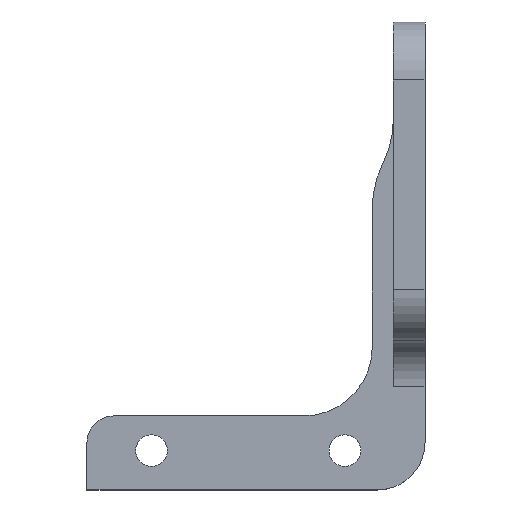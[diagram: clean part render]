
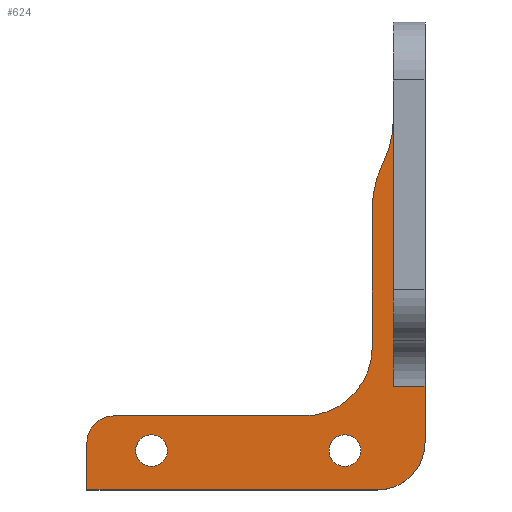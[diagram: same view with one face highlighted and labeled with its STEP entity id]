
A CAD part, top view. The second image highlights one B-rep face of the part: STEP entity #624.
In plain terms, the highlighted planar face has unit normal (0, 0, 1).
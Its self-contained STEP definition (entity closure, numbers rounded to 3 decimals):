
#15=FACE_BOUND('',#74,.T.);
#16=FACE_BOUND('',#75,.T.);
#23=PLANE('',#673);
#40=FACE_OUTER_BOUND('',#73,.T.);
#73=EDGE_LOOP('',(#424,#425,#426,#427,#428,#429,#430,#431,#432,#433,#434,
#435));
#74=EDGE_LOOP('',(#436));
#75=EDGE_LOOP('',(#437));
#115=LINE('',#944,#174);
#116=LINE('',#946,#175);
#117=LINE('',#948,#176);
#118=LINE('',#954,#177);
#119=LINE('',#958,#178);
#120=LINE('',#962,#179);
#121=LINE('',#963,#180);
#174=VECTOR('',#749,10.);
#175=VECTOR('',#750,10.);
#176=VECTOR('',#751,10.);
#177=VECTOR('',#756,10.);
#178=VECTOR('',#759,10.);
#179=VECTOR('',#762,10.);
#180=VECTOR('',#763,10.);
#232=CIRCLE('',#672,4.5);
#233=CIRCLE('',#674,9.5);
#234=CIRCLE('',#675,9.5);
#235=CIRCLE('',#676,6.5);
#236=CIRCLE('',#677,2.5);
#237=CIRCLE('',#678,1.5);
#238=CIRCLE('',#679,1.5);
#267=VERTEX_POINT('',#937);
#268=VERTEX_POINT('',#939);
#269=VERTEX_POINT('',#943);
#270=VERTEX_POINT('',#945);
#271=VERTEX_POINT('',#947);
#272=VERTEX_POINT('',#949);
#273=VERTEX_POINT('',#951);
#274=VERTEX_POINT('',#953);
#275=VERTEX_POINT('',#955);
#276=VERTEX_POINT('',#957);
#277=VERTEX_POINT('',#959);
#278=VERTEX_POINT('',#961);
#279=VERTEX_POINT('',#964);
#280=VERTEX_POINT('',#966);
#329=EDGE_CURVE('',#267,#268,#232,.T.);
#331=EDGE_CURVE('',#269,#267,#115,.T.);
#332=EDGE_CURVE('',#270,#269,#116,.T.);
#333=EDGE_CURVE('',#271,#270,#117,.T.);
#334=EDGE_CURVE('',#271,#272,#233,.F.);
#335=EDGE_CURVE('',#273,#272,#234,.T.);
#336=EDGE_CURVE('',#274,#273,#118,.T.);
#337=EDGE_CURVE('',#275,#274,#235,.T.);
#338=EDGE_CURVE('',#275,#276,#119,.F.);
#339=EDGE_CURVE('',#277,#276,#236,.T.);
#340=EDGE_CURVE('',#278,#277,#120,.T.);
#341=EDGE_CURVE('',#268,#278,#121,.T.);
#342=EDGE_CURVE('',#279,#279,#237,.T.);
#343=EDGE_CURVE('',#280,#280,#238,.T.);
#424=ORIENTED_EDGE('',*,*,#329,.F.);
#425=ORIENTED_EDGE('',*,*,#331,.F.);
#426=ORIENTED_EDGE('',*,*,#332,.F.);
#427=ORIENTED_EDGE('',*,*,#333,.F.);
#428=ORIENTED_EDGE('',*,*,#334,.T.);
#429=ORIENTED_EDGE('',*,*,#335,.F.);
#430=ORIENTED_EDGE('',*,*,#336,.F.);
#431=ORIENTED_EDGE('',*,*,#337,.F.);
#432=ORIENTED_EDGE('',*,*,#338,.T.);
#433=ORIENTED_EDGE('',*,*,#339,.F.);
#434=ORIENTED_EDGE('',*,*,#340,.F.);
#435=ORIENTED_EDGE('',*,*,#341,.F.);
#436=ORIENTED_EDGE('',*,*,#342,.T.);
#437=ORIENTED_EDGE('',*,*,#343,.T.);
#624=ADVANCED_FACE('',(#40,#15,#16),#23,.T.);
#672=AXIS2_PLACEMENT_3D('',#940,#744,#745);
#673=AXIS2_PLACEMENT_3D('',#942,#747,#748);
#674=AXIS2_PLACEMENT_3D('',#950,#752,#753);
#675=AXIS2_PLACEMENT_3D('',#952,#754,#755);
#676=AXIS2_PLACEMENT_3D('',#956,#757,#758);
#677=AXIS2_PLACEMENT_3D('',#960,#760,#761);
#678=AXIS2_PLACEMENT_3D('',#965,#764,#765);
#679=AXIS2_PLACEMENT_3D('',#967,#766,#767);
#744=DIRECTION('center_axis',(0.,0.,
-1.));
#745=DIRECTION('ref_axis',(0.707,-0.707,0.));
#747=DIRECTION('center_axis',(0.,0.,
1.));
#748=DIRECTION('ref_axis',(0.,1.,0.));
#749=DIRECTION('',(0.,-1.,0.));
#750=DIRECTION('',(1.,0.,0.));
#751=DIRECTION('',(0.,-1.,0.));
#752=DIRECTION('center_axis',(0.,0.,
1.));
#753=DIRECTION('ref_axis',(0.789,-0.614,0.));
#754=DIRECTION('center_axis',(0.,0.,
-1.));
#755=DIRECTION('ref_axis',(-0.973,0.229,0.));
#756=DIRECTION('',(0.,1.,0.));
#757=DIRECTION('center_axis',(0.,0.,
1.));
#758=DIRECTION('ref_axis',(0.707,-0.707,0.));
#759=DIRECTION('',(1.,0.,0.));
#760=DIRECTION('center_axis',(0.,0.,
-1.));
#761=DIRECTION('ref_axis',(-0.707,0.707,0.));
#762=DIRECTION('',(0.,1.,0.));
#763=DIRECTION('',(-1.,0.,0.));
#764=DIRECTION('center_axis',(0.,0.,
-1.));
#765=DIRECTION('ref_axis',(-1.,0.,0.));
#766=DIRECTION('center_axis',(0.,0.,
-1.));
#767=DIRECTION('ref_axis',(-1.,0.,0.));
#937=CARTESIAN_POINT('',(7.798,-29.792,-27.624));
#939=CARTESIAN_POINT('',(3.298,-34.292,-27.624));
#940=CARTESIAN_POINT('Origin',(3.298,-29.792,-27.624));
#942=CARTESIAN_POINT('Origin',(4.798,-26.292,-27.624));
#943=CARTESIAN_POINT('',(7.798,-24.5,-27.624));
#944=CARTESIAN_POINT('',(7.798,-26.292,-27.624));
#945=CARTESIAN_POINT('',(4.798,-24.5,-27.624));
#946=CARTESIAN_POINT('',(6.298,-24.5,-27.624));
#947=CARTESIAN_POINT('',(4.798,0.83,-27.624));
#948=CARTESIAN_POINT('',(4.798,-15.646,-27.624));
#949=CARTESIAN_POINT('',(3.798,-3.413,-27.624));
#950=CARTESIAN_POINT('Origin',(-4.702,0.83,-27.624));
#951=CARTESIAN_POINT('',(2.798,-7.656,-27.624));
#952=CARTESIAN_POINT('Origin',(12.298,-7.656,-27.624));
#953=CARTESIAN_POINT('',(2.798,-20.792,-27.624));
#954=CARTESIAN_POINT('',(2.798,-26.292,-27.624));
#955=CARTESIAN_POINT('',(-3.702,-27.292,-27.624));
#956=CARTESIAN_POINT('Origin',(-3.702,-20.792,-27.624));
#957=CARTESIAN_POINT('',(-21.702,-27.292,-27.624));
#958=CARTESIAN_POINT('',(3.798,-27.292,-27.624));
#959=CARTESIAN_POINT('',(-24.202,-29.792,-27.624));
#960=CARTESIAN_POINT('Origin',(-21.702,-29.792,-27.624));
#961=CARTESIAN_POINT('',(-24.202,-34.292,-27.624));
#962=CARTESIAN_POINT('',(-24.202,-26.292,-27.624));
#963=CARTESIAN_POINT('',(4.798,-34.292,-27.624));
#964=CARTESIAN_POINT('',(-16.589,-30.573,-27.624));
#965=CARTESIAN_POINT('Origin',(-18.089,-30.573,-27.624));
#966=CARTESIAN_POINT('',(1.711,-30.573,-27.624));
#967=CARTESIAN_POINT('Origin',(0.211,-30.573,-27.624));
